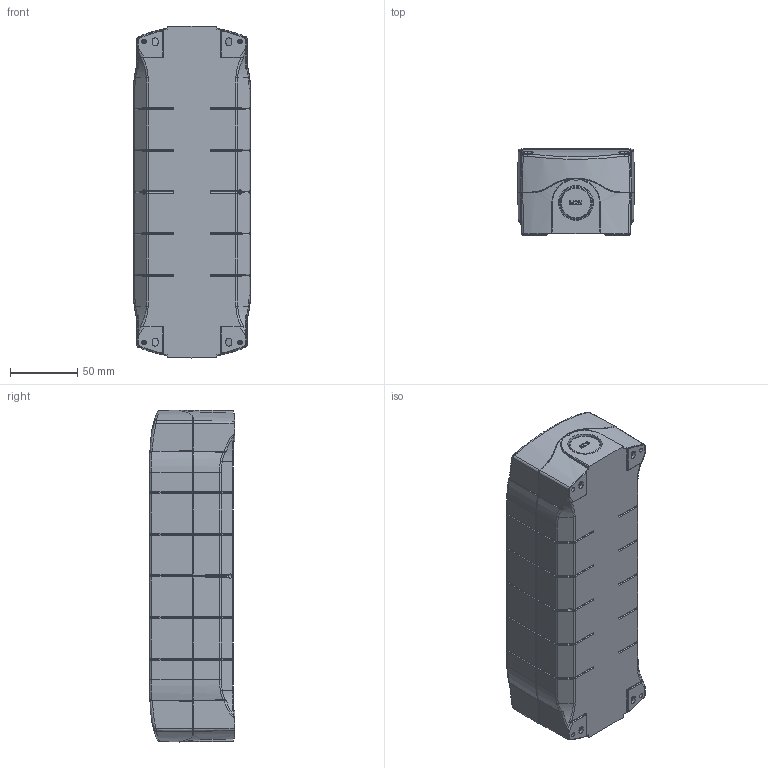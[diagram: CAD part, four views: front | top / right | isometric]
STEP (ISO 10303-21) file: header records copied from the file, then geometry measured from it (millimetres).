
FILE_DESCRIPTION((''),'2;1');
FILE_NAME('800F-6PM_SIMPLIFIED_ASM','2013-06-27T',('jqtang'),('Rockwell Automation'),'PRO/ENGINEER BY PARAMETRIC TECHNOLOGY CORPORATION, 2010140','PRO/ENGINEER BY PARAMETRIC TECHNOLOGY CORPORATION, 2010140','');
FILE_SCHEMA(('CONFIG_CONTROL_DESIGN'));
Length unit declared in the file: millimetre
Products named in the file (4): 40359-40359-129_SIMPLIFIED; 40359-124-02_SIMPLIFIED; 40359-202_SIMPLIFIED; 800F-6PM_SIMPLIFIED_ASM
Assembly tree (8 placements, depth 2):
  800F-6PM_SIMPLIFIED_ASM
    40359-40359-129_SIMPLIFIED
    40359-124-02_SIMPLIFIED
    40359-202_SIMPLIFIED  x6
Bounding box: 87.17 x 63.7 x 247.25 mm (x, y, z)
Volume: 262891.5 mm3; surface area: 163140.2 mm2
Topology: 8 solids, 8 shells, 1316 faces, 3467 edges, 2185 vertices
Faces by surface type: plane 648, cylinder 334, bspline 134, cone 108, torus 84, sphere 4, extrusion 4
Entity records: 40537 total; most frequent: CARTESIAN_POINT 15020, ORIENTED_EDGE 5670, DIRECTION 4808, EDGE_CURVE 2835, VERTEX_POINT 1770, AXIS2_PLACEMENT_3D 1649, VECTOR 1510, LINE 1506
